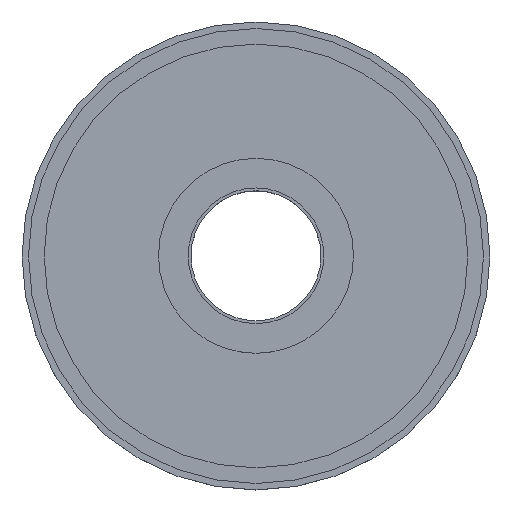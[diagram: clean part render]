
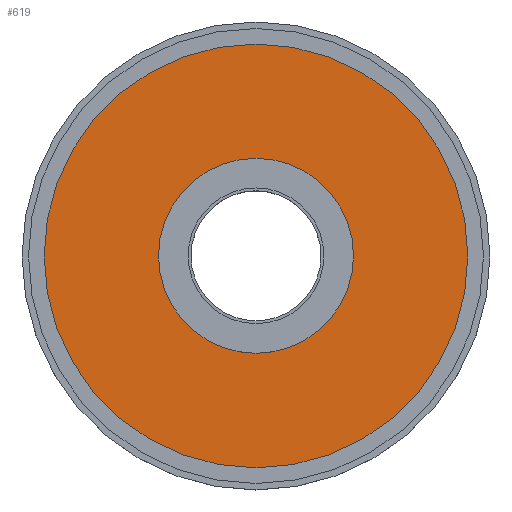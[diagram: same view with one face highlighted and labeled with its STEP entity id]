
A CAD part, top view. The second image highlights one B-rep face of the part: STEP entity #619.
In plain terms, the highlighted planar face has unit normal (0, 0, 1).
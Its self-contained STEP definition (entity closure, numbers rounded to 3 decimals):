
#39 = EDGE_LOOP ( 'NONE', ( #652 ) ) ;
#57 = AXIS2_PLACEMENT_3D ( 'NONE', #370, #65, #60 ) ;
#60 = DIRECTION ( 'NONE',  ( 1., 0., 0. ) ) ;
#65 = DIRECTION ( 'NONE',  ( 0., 0., 1. ) ) ;
#71 = CARTESIAN_POINT ( 'NONE',  ( -81.5, 0., 12. ) ) ;
#82 = AXIS2_PLACEMENT_3D ( 'NONE', #71, #466, #317 ) ;
#83 = FACE_BOUND ( 'NONE', #39, .T. ) ;
#110 = VERTEX_POINT ( 'NONE', #145 ) ;
#145 = CARTESIAN_POINT ( 'NONE',  ( 81.5, 0., 12. ) ) ;
#183 = EDGE_CURVE ( 'NONE', #110, #110, #521, .T. ) ;
#207 = CARTESIAN_POINT ( 'NONE',  ( 27.5, 0., 12. ) ) ;
#241 = CIRCLE ( 'NONE', #531, 27.5 ) ;
#281 = ORIENTED_EDGE ( 'NONE', *, *, #183, .T. ) ;
#317 = DIRECTION ( 'NONE',  ( 1., 0., 0. ) ) ;
#370 = CARTESIAN_POINT ( 'NONE',  ( 0., 0., 12. ) ) ;
#382 = DIRECTION ( 'NONE',  ( 0., 0., -1. ) ) ;
#424 = EDGE_CURVE ( 'NONE', #493, #493, #241, .T. ) ;
#466 = DIRECTION ( 'NONE',  ( 0., 0., 1. ) ) ;
#489 = FACE_OUTER_BOUND ( 'NONE', #616, .T. ) ;
#493 = VERTEX_POINT ( 'NONE', #207 ) ;
#510 = PLANE ( 'NONE',  #82 ) ;
#521 = CIRCLE ( 'NONE', #57, 81.5 ) ;
#530 = DIRECTION ( 'NONE',  ( 1., 0., 0. ) ) ;
#531 = AXIS2_PLACEMENT_3D ( 'NONE', #625, #382, #530 ) ;
#616 = EDGE_LOOP ( 'NONE', ( #281 ) ) ;
#619 = ADVANCED_FACE ( 'NONE', ( #489, #83 ), #510, .T. ) ;
#625 = CARTESIAN_POINT ( 'NONE',  ( 0., 0., 12. ) ) ;
#652 = ORIENTED_EDGE ( 'NONE', *, *, #424, .T. ) ;
